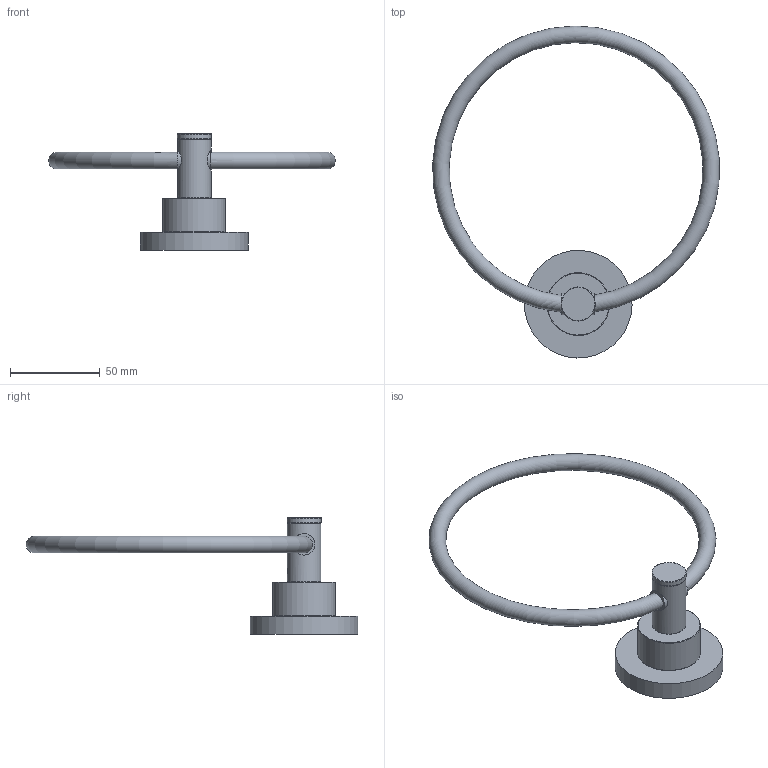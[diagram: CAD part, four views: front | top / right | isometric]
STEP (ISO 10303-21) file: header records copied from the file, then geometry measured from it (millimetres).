
FILE_DESCRIPTION(/* description */ (''),/* implementation_level */ '2;1');
FILE_NAME(/* name */ 'ST7 3D.stp',/* time_stamp */ '2017-01-19T10:53:59-05:00',/* author */ ('simonb'),/* organization */ (''),/* preprocessor_version */ 'ST-DEVELOPER v15.6',/* originating_system */ 'Autodesk Inventor 2015',/* authorisation */ '');
FILE_SCHEMA (('AUTOMOTIVE_DESIGN { 1 0 10303 214 3 1 1 }'));
Length unit declared in the file: millimetre
Products named in the file (1): ST7_Shrinkwrap_1
Bounding box: 159.73 x 184.91 x 65 mm (x, y, z)
Volume: 87443 mm3; surface area: 25038.8 mm2
Topology: 1 solids, 1 shells, 24 faces, 50 edges, 32 vertices
Faces by surface type: plane 9, cylinder 7, torus 7, cone 1
Full cylindrical faces by diameter (mm): 12 x1, 18.7 x1, 19 x1, 35 x1, 60 x1
Entity records: 798 total; most frequent: CARTESIAN_POINT 308, DIRECTION 90, ORIENTED_EDGE 62, EDGE_LOOP 44, AXIS2_PLACEMENT_3D 43, EDGE_CURVE 31, VERTEX_POINT 27, STYLED_ITEM 25
